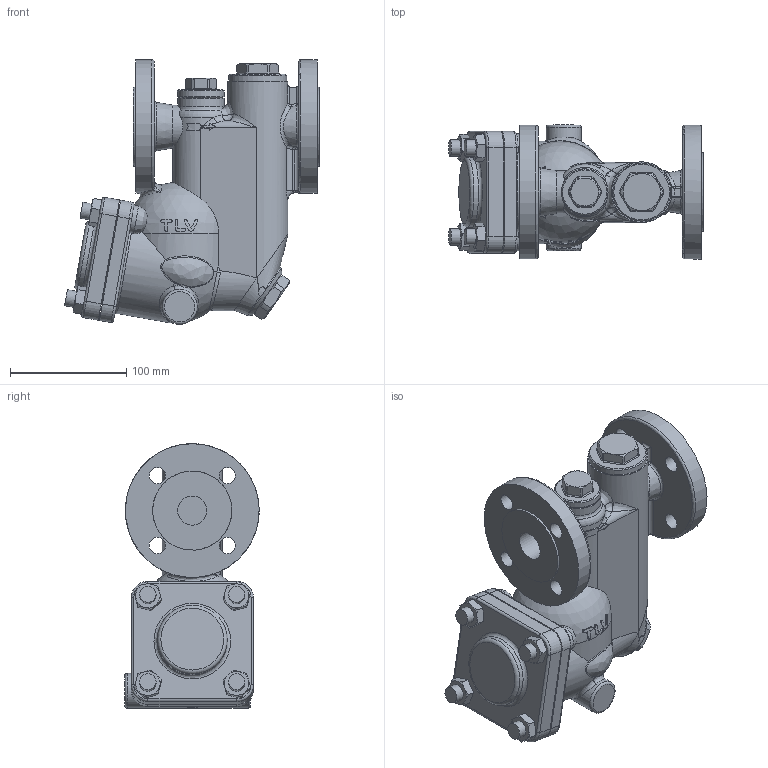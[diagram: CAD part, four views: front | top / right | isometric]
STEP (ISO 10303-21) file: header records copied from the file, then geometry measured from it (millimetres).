
FILE_DESCRIPTION((''),'2;1');
FILE_NAME('kh5nx-025-e0025-00.stp','2011-04-08T15:30:38',('knakanishi'),(''),'Autodesk Inventor 2008','Autodesk Inventor 2008','');
FILE_SCHEMA(('AUTOMOTIVE_DESIGN { 1 0 10303 214 1 1 1 1 }'));
Length unit declared in the file: millimetre
Products named in the file (1): sjh5n-025-e0025-00
Bounding box: 219.06 x 115.48 x 227.5 mm (x, y, z)
Volume: 2014317.9 mm3; surface area: 183405.4 mm2
Topology: 1 solids, 1 shells, 413 faces, 1019 edges, 627 vertices
Faces by surface type: plane 131, bspline 108, cylinder 107, cone 44, torus 15, sphere 8
Full cylindrical faces by diameter (mm): 14 x8, 25 x2, 30 x1, 30.232 x1, 35.675 x1, 37 x1, 40 x2, 50 x2, 52 x1, 60 x1, 68 x1, 75.103 x1, 115 x2
Entity records: 20964 total; most frequent: CARTESIAN_POINT 12235, ORIENTED_EDGE 1888, DIRECTION 1647, EDGE_CURVE 944, AXIS2_PLACEMENT_3D 680, VERTEX_POINT 605, EDGE_LOOP 503, FACE_OUTER_BOUND 413
